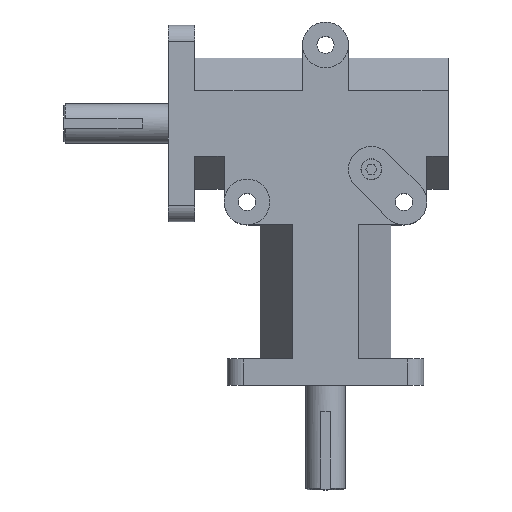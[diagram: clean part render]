
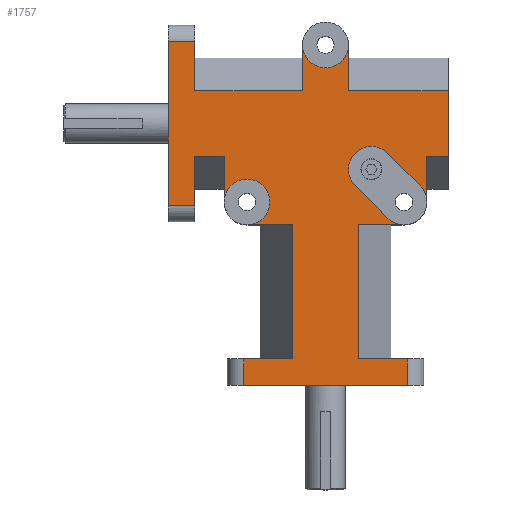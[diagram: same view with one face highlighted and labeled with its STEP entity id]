
A CAD part, top view. The second image highlights one B-rep face of the part: STEP entity #1757.
In plain terms, the highlighted planar face has unit normal (0, 0, 1).
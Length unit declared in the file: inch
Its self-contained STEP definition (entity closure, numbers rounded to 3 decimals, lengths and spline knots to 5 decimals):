
#27=VECTOR('',#1969,1.);
#29=VECTOR('',#1977,1.);
#34=VECTOR('',#1998,1.);
#39=VECTOR('',#2017,1.);
#42=VECTOR('',#2031,1.);
#48=VECTOR('',#2046,1.);
#52=VECTOR('',#2055,1.);
#58=VECTOR('',#2062,1.);
#59=VECTOR('',#2063,1.);
#60=VECTOR('',#2064,1.);
#61=VECTOR('',#2067,1.);
#62=VECTOR('',#2068,1.);
#63=VECTOR('',#2069,1.);
#64=VECTOR('',#2070,1.);
#65=VECTOR('',#2071,1.);
#66=VECTOR('',#2072,1.);
#67=VECTOR('',#2075,1.);
#68=VECTOR('',#2078,1.);
#69=VECTOR('',#2079,1.);
#70=VECTOR('',#2080,1.);
#71=VECTOR('',#2081,1.);
#72=VECTOR('',#2082,1.);
#73=VECTOR('',#2083,1.);
#74=VECTOR('',#2086,1.);
#75=VECTOR('',#2087,1.);
#189=LINE('',#2439,#27);
#191=LINE('',#2448,#29);
#196=LINE('',#2471,#34);
#201=LINE('',#2493,#39);
#204=LINE('',#2508,#42);
#210=LINE('',#2527,#48);
#214=LINE('',#2536,#52);
#220=LINE('',#2547,#58);
#221=LINE('',#2549,#59);
#222=LINE('',#2551,#60);
#223=LINE('',#2555,#61);
#224=LINE('',#2557,#62);
#225=LINE('',#2558,#63);
#226=LINE('',#2559,#64);
#227=LINE('',#2561,#65);
#228=LINE('',#2563,#66);
#229=LINE('',#2567,#67);
#230=LINE('',#2571,#68);
#231=LINE('',#2574,#69);
#232=LINE('',#2576,#70);
#233=LINE('',#2578,#71);
#234=LINE('',#2580,#72);
#235=LINE('',#2582,#73);
#236=LINE('',#2586,#74);
#237=LINE('',#2588,#75);
#399=VERTEX_POINT('',#2433);
#402=VERTEX_POINT('',#2438);
#403=VERTEX_POINT('',#2442);
#406=VERTEX_POINT('',#2447);
#416=VERTEX_POINT('',#2470);
#417=VERTEX_POINT('',#2472);
#423=VERTEX_POINT('',#2487);
#426=VERTEX_POINT('',#2492);
#433=VERTEX_POINT('',#2509);
#443=VERTEX_POINT('',#2537);
#447=VERTEX_POINT('',#2548);
#448=VERTEX_POINT('',#2550);
#449=VERTEX_POINT('',#2552);
#450=VERTEX_POINT('',#2554);
#451=VERTEX_POINT('',#2556);
#452=VERTEX_POINT('',#2560);
#453=VERTEX_POINT('',#2562);
#454=VERTEX_POINT('',#2564);
#455=VERTEX_POINT('',#2566);
#456=VERTEX_POINT('',#2568);
#457=VERTEX_POINT('',#2570);
#458=VERTEX_POINT('',#2572);
#459=VERTEX_POINT('',#2573);
#460=VERTEX_POINT('',#2575);
#461=VERTEX_POINT('',#2577);
#462=VERTEX_POINT('',#2579);
#463=VERTEX_POINT('',#2581);
#464=VERTEX_POINT('',#2583);
#465=VERTEX_POINT('',#2585);
#466=VERTEX_POINT('',#2587);
#605=CIRCLE('',#3000,0.4375);
#606=CIRCLE('',#3001,0.4375);
#607=CIRCLE('',#3002,0.4375);
#608=CIRCLE('',#3003,0.4375);
#665=EDGE_CURVE('',#402,#399,#189,.T.);
#669=EDGE_CURVE('',#406,#403,#191,.T.);
#679=EDGE_CURVE('',#416,#417,#196,.T.);
#689=EDGE_CURVE('',#426,#423,#201,.T.);
#696=EDGE_CURVE('',#403,#433,#204,.T.);
#706=EDGE_CURVE('',#399,#406,#210,.T.);
#712=EDGE_CURVE('',#417,#443,#214,.T.);
#718=EDGE_CURVE('',#447,#402,#220,.T.);
#719=EDGE_CURVE('',#448,#447,#221,.T.);
#720=EDGE_CURVE('',#449,#448,#222,.T.);
#721=EDGE_CURVE('',#449,#450,#605,.T.);
#722=EDGE_CURVE('',#451,#450,#223,.T.);
#723=EDGE_CURVE('',#443,#451,#224,.T.);
#724=EDGE_CURVE('',#423,#416,#225,.T.);
#725=EDGE_CURVE('',#452,#426,#226,.T.);
#726=EDGE_CURVE('',#453,#452,#227,.T.);
#727=EDGE_CURVE('',#454,#453,#228,.T.);
#728=EDGE_CURVE('',#454,#455,#606,.T.);
#729=EDGE_CURVE('',#455,#456,#229,.T.);
#730=EDGE_CURVE('',#456,#457,#607,.T.);
#731=EDGE_CURVE('',#457,#458,#230,.T.);
#732=EDGE_CURVE('',#458,#459,#606,.T.);
#733=EDGE_CURVE('',#460,#459,#231,.T.);
#734=EDGE_CURVE('',#461,#460,#232,.T.);
#735=EDGE_CURVE('',#461,#462,#233,.T.);
#736=EDGE_CURVE('',#463,#462,#234,.T.);
#737=EDGE_CURVE('',#464,#463,#235,.T.);
#738=EDGE_CURVE('',#464,#465,#608,.T.);
#739=EDGE_CURVE('',#466,#465,#236,.T.);
#740=EDGE_CURVE('',#433,#466,#237,.T.);
#978=ORIENTED_EDGE('',*,*,#665,.F.);
#979=ORIENTED_EDGE('',*,*,#718,.F.);
#980=ORIENTED_EDGE('',*,*,#719,.F.);
#981=ORIENTED_EDGE('',*,*,#720,.F.);
#982=ORIENTED_EDGE('',*,*,#721,.T.);
#983=ORIENTED_EDGE('',*,*,#722,.F.);
#984=ORIENTED_EDGE('',*,*,#723,.F.);
#985=ORIENTED_EDGE('',*,*,#712,.F.);
#986=ORIENTED_EDGE('',*,*,#679,.F.);
#987=ORIENTED_EDGE('',*,*,#724,.F.);
#988=ORIENTED_EDGE('',*,*,#689,.F.);
#989=ORIENTED_EDGE('',*,*,#725,.F.);
#990=ORIENTED_EDGE('',*,*,#726,.F.);
#991=ORIENTED_EDGE('',*,*,#727,.F.);
#992=ORIENTED_EDGE('',*,*,#728,.T.);
#993=ORIENTED_EDGE('',*,*,#729,.T.);
#994=ORIENTED_EDGE('',*,*,#730,.T.);
#995=ORIENTED_EDGE('',*,*,#731,.T.);
#996=ORIENTED_EDGE('',*,*,#732,.T.);
#997=ORIENTED_EDGE('',*,*,#733,.F.);
#998=ORIENTED_EDGE('',*,*,#734,.F.);
#999=ORIENTED_EDGE('',*,*,#735,.T.);
#1000=ORIENTED_EDGE('',*,*,#736,.F.);
#1001=ORIENTED_EDGE('',*,*,#737,.F.);
#1002=ORIENTED_EDGE('',*,*,#738,.T.);
#1003=ORIENTED_EDGE('',*,*,#739,.F.);
#1004=ORIENTED_EDGE('',*,*,#740,.F.);
#1005=ORIENTED_EDGE('',*,*,#696,.F.);
#1006=ORIENTED_EDGE('',*,*,#669,.F.);
#1007=ORIENTED_EDGE('',*,*,#706,.F.);
#1429=EDGE_LOOP('',(#978,#979,#980,#981,#982,#983,#984,#985,#986,#987,#988,
#989,#990,#991,#992,#993,#994,#995,#996,#997,#998,#999,#1000,#1001,#1002,
#1003,#1004,#1005,#1006,#1007));
#1603=FACE_BOUND('',#1429,.T.);
#1757=ADVANCED_FACE('',(#1603),#1856,.T.);
#1856=PLANE('',#2999);
#1969=DIRECTION('',(-1.,0.,0.));
#1977=DIRECTION('',(1.,0.,0.));
#1998=DIRECTION('',(0.,1.,0.));
#2017=DIRECTION('',(0.,-1.,0.));
#2031=DIRECTION('',(0.,-1.,0.));
#2046=DIRECTION('',(0.,1.,0.));
#2055=DIRECTION('',(1.,0.,0.));
#2061=DIRECTION('',(0.,0.,1.));
#2062=DIRECTION('',(0.,-1.,0.));
#2063=DIRECTION('',(-1.,0.,0.));
#2064=DIRECTION('',(0.,1.,0.));
#2065=DIRECTION('',(0.,0.,-1.));
#2066=DIRECTION('',(0.438,0.,0.));
#2067=DIRECTION('',(-1.,0.,0.));
#2068=DIRECTION('',(0.,1.,0.));
#2069=DIRECTION('',(-1.,0.,0.));
#2070=DIRECTION('',(1.,0.,0.));
#2071=DIRECTION('',(0.,-1.,0.));
#2072=DIRECTION('',(-1.,0.,0.));
#2073=DIRECTION('',(0.,0.,-1.));
#2074=DIRECTION('',(0.438,0.,0.));
#2075=DIRECTION('',(-0.707,0.707,0.));
#2076=DIRECTION('',(0.,0.,-1.));
#2077=DIRECTION('',(0.438,0.,0.));
#2078=DIRECTION('',(0.707,-0.707,0.));
#2079=DIRECTION('',(0.,-1.,0.));
#2080=DIRECTION('',(-1.,0.,0.));
#2081=DIRECTION('',(0.,1.,0.));
#2082=DIRECTION('',(1.,0.,0.));
#2083=DIRECTION('',(0.,-1.,0.));
#2084=DIRECTION('',(0.,0.,-1.));
#2085=DIRECTION('',(0.438,0.,0.));
#2086=DIRECTION('',(0.,1.,0.));
#2087=DIRECTION('',(1.,0.,0.));
#2433=CARTESIAN_POINT('',(-3.,3.435,1.4375));
#2438=CARTESIAN_POINT('',(-2.5,3.435,1.4375));
#2439=CARTESIAN_POINT('',(-1.5,3.435,1.4375));
#2442=CARTESIAN_POINT('',(-2.5,6.565,1.4375));
#2447=CARTESIAN_POINT('',(-3.,6.565,1.4375));
#2448=CARTESIAN_POINT('',(-1.25,6.565,1.4375));
#2470=CARTESIAN_POINT('',(-1.565,0.,1.4375));
#2471=CARTESIAN_POINT('',(-1.565,2.09298,1.4375));
#2472=CARTESIAN_POINT('',(-1.565,0.5,1.4375));
#2487=CARTESIAN_POINT('',(1.565,0.,1.4375));
#2492=CARTESIAN_POINT('',(1.565,0.5,1.4375));
#2493=CARTESIAN_POINT('',(1.565,1.84298,1.4375));
#2508=CARTESIAN_POINT('',(-2.5,4.96798,1.4375));
#2509=CARTESIAN_POINT('',(-2.5,5.625,1.4375));
#2527=CARTESIAN_POINT('',(-3.,3.125,1.4375));
#2536=CARTESIAN_POINT('',(-0.625,0.5,1.4375));
#2537=CARTESIAN_POINT('',(-0.625,0.5,1.4375));
#2546=CARTESIAN_POINT('',(0.,3.68595,1.4375));
#2547=CARTESIAN_POINT('',(-2.5,3.125,1.4375));
#2548=CARTESIAN_POINT('',(-2.5,4.375,1.4375));
#2549=CARTESIAN_POINT('',(-1.25,4.375,1.4375));
#2550=CARTESIAN_POINT('',(-1.9375,4.375,1.4375));
#2551=CARTESIAN_POINT('',(-1.9375,3.71798,1.4375));
#2552=CARTESIAN_POINT('',(-1.9375,3.5,1.4375));
#2553=CARTESIAN_POINT('',(-1.5,3.5,1.4375));
#2554=CARTESIAN_POINT('',(-1.5,3.0625,1.4375));
#2555=CARTESIAN_POINT('',(-1.5,3.0625,1.4375));
#2556=CARTESIAN_POINT('',(-0.625,3.0625,1.4375));
#2557=CARTESIAN_POINT('',(-0.625,3.37423,1.4375));
#2558=CARTESIAN_POINT('',(1.875,0.,1.4375));
#2559=CARTESIAN_POINT('',(1.875,0.5,1.4375));
#2560=CARTESIAN_POINT('',(0.625,0.5,1.4375));
#2561=CARTESIAN_POINT('',(0.625,2.09298,1.4375));
#2562=CARTESIAN_POINT('',(0.625,3.0625,1.4375));
#2563=CARTESIAN_POINT('',(0.625,3.0625,1.4375));
#2564=CARTESIAN_POINT('',(1.5,3.0625,1.4375));
#2565=CARTESIAN_POINT('',(1.5,3.5,1.4375));
#2566=CARTESIAN_POINT('',(1.19064,3.19064,1.4375));
#2567=CARTESIAN_POINT('',(0.76915,3.61213,1.4375));
#2568=CARTESIAN_POINT('',(0.56564,3.81564,1.4375));
#2569=CARTESIAN_POINT('',(0.875,4.125,1.4375));
#2570=CARTESIAN_POINT('',(1.18436,4.43436,1.4375));
#2571=CARTESIAN_POINT('',(1.07537,4.54335,1.4375));
#2572=CARTESIAN_POINT('',(1.80936,3.80936,1.4375));
#2573=CARTESIAN_POINT('',(1.9375,3.5,1.4375));
#2574=CARTESIAN_POINT('',(1.9375,3.5,1.4375));
#2575=CARTESIAN_POINT('',(1.9375,4.375,1.4375));
#2576=CARTESIAN_POINT('',(0.96875,4.375,1.4375));
#2577=CARTESIAN_POINT('',(2.344,4.375,1.4375));
#2578=CARTESIAN_POINT('',(2.344,0.62003,1.4375));
#2579=CARTESIAN_POINT('',(2.344,5.625,1.4375));
#2580=CARTESIAN_POINT('',(1.25,5.625,1.4375));
#2581=CARTESIAN_POINT('',(0.4375,5.625,1.4375));
#2582=CARTESIAN_POINT('',(0.4375,4.96798,1.4375));
#2583=CARTESIAN_POINT('',(0.4375,6.5,1.4375));
#2584=CARTESIAN_POINT('',(0.,6.5,1.4375));
#2585=CARTESIAN_POINT('',(-0.4375,6.5,1.4375));
#2586=CARTESIAN_POINT('',(-0.4375,6.5,1.4375));
#2587=CARTESIAN_POINT('',(-0.4375,5.625,1.4375));
#2588=CARTESIAN_POINT('',(-0.21875,5.625,1.4375));
#2999=AXIS2_PLACEMENT_3D('',#2546,#2061,$);
#3000=AXIS2_PLACEMENT_3D('',#2553,#2065,#2066);
#3001=AXIS2_PLACEMENT_3D('',#2565,#2073,#2074);
#3002=AXIS2_PLACEMENT_3D('',#2569,#2076,#2077);
#3003=AXIS2_PLACEMENT_3D('',#2584,#2084,#2085);
